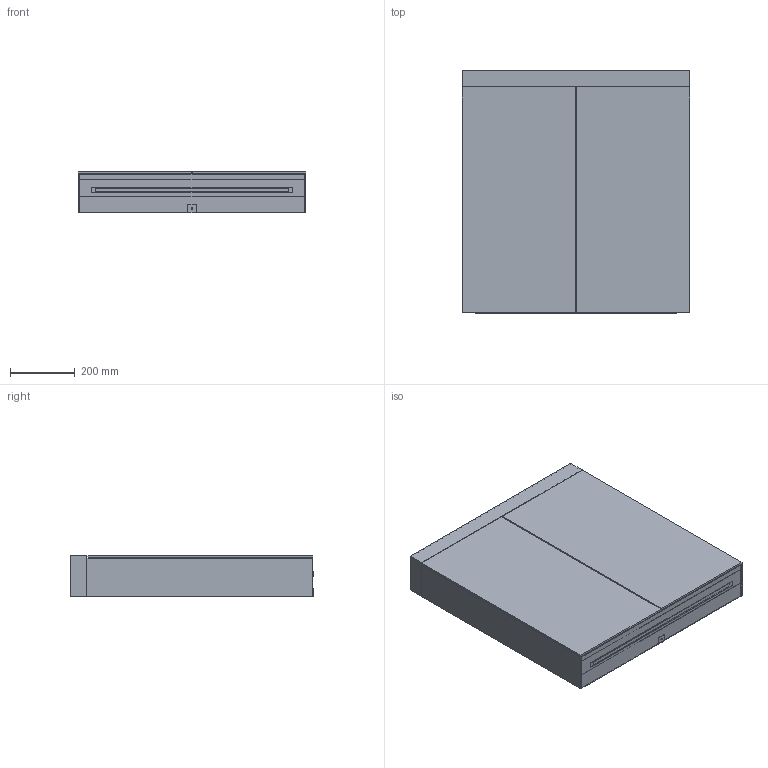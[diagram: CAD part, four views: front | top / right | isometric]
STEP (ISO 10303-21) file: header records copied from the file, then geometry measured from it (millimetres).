
FILE_DESCRIPTION((''),'2;1');
FILE_NAME('MLA7070Q_ASM','2019-02-14T10:18:44',('Administrator'),(''),'CREO PARAMETRIC BY PTC INC, 2018260','CREO PARAMETRIC BY PTC INC, 2018260','');
FILE_SCHEMA(('CONFIG_CONTROL_DESIGN'));
Length unit declared in the file: millimetre
Products named in the file (14): MLA7070Q_S; MLA7070Q_Z; MLA7070Q_PC; MLA7070Q_B; MLA7070Q_DQG; MLA7070Q_JP; MLA7070Q_CJ; MLA7070Q_JM; MLA7070Q_PS; MLA7070Q_LED; MLA7070Q_PC1; MLA7070Q_JIAO; MLA7070Q_DZ; MLA7070Q_ASM
Assembly tree (23 placements, depth 2):
  MLA7070Q_ASM
    MLA7070Q_S  x2
    MLA7070Q_Z  x2
    MLA7070Q_PC  x2
    MLA7070Q_B
    MLA7070Q_DQG
    MLA7070Q_JP
    MLA7070Q_CJ  x2
    MLA7070Q_JM  x2
    MLA7070Q_PS
    MLA7070Q_LED  x6
    MLA7070Q_PC1
    MLA7070Q_JIAO
    MLA7070Q_DZ
Bounding box: 706 x 751 x 129 mm (x, y, z)
Volume: 9213361.7 mm3; surface area: 5733352.9 mm2
Topology: 23 solids, 23 shells, 4072 faces, 9933 edges, 6622 vertices
Faces by surface type: plane 3956, cylinder 116
Entity records: 25524 total; most frequent: CARTESIAN_POINT 4459, ORIENTED_EDGE 4278, DIRECTION 4053, EDGE_CURVE 2139, VECTOR 2013, LINE 2013, VERTEX_POINT 1426, AXIS2_PLACEMENT_3D 1020
